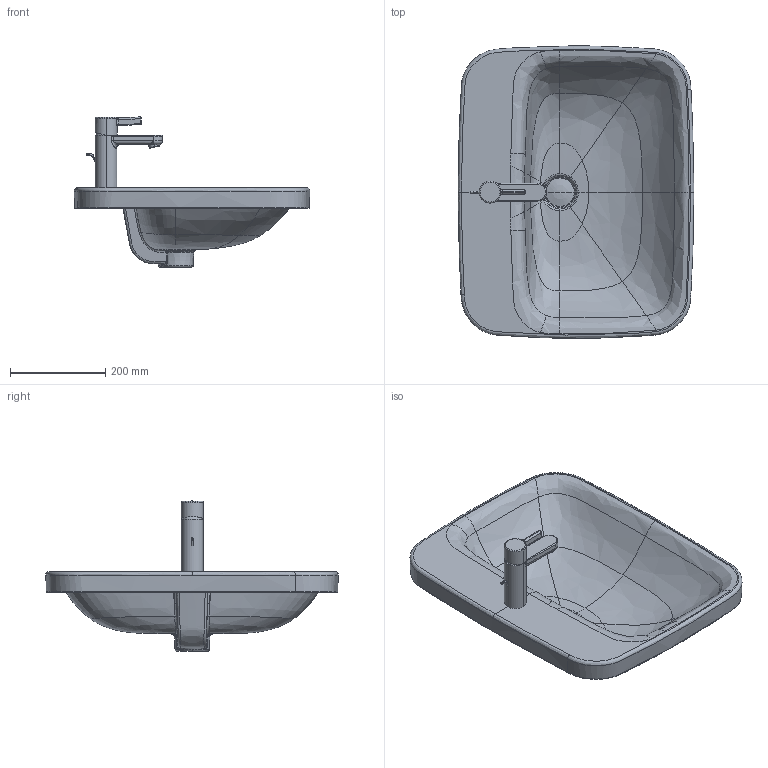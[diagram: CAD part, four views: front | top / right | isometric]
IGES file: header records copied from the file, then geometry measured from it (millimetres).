
Global section: file name: No Iges File Name specified; native system: Autodesk Inventor 2011; preprocessor: AutoDesk Inventor Iges Exporter R2011; author: Administrator; date: 20131010.085245; units: millimetre
Bounding box: 494.99 x 614.71 x 315.55 mm (x, y, z)
Volume: 6892012.8 mm3; surface area: 909088.9 mm2
Topology: 7 solids, 7 shells, 381 faces, 944 edges, 580 vertices
Faces by surface type: bspline 184, plane 74, revolution 49, cylinder 49, torus 19, cone 4, sphere 2
